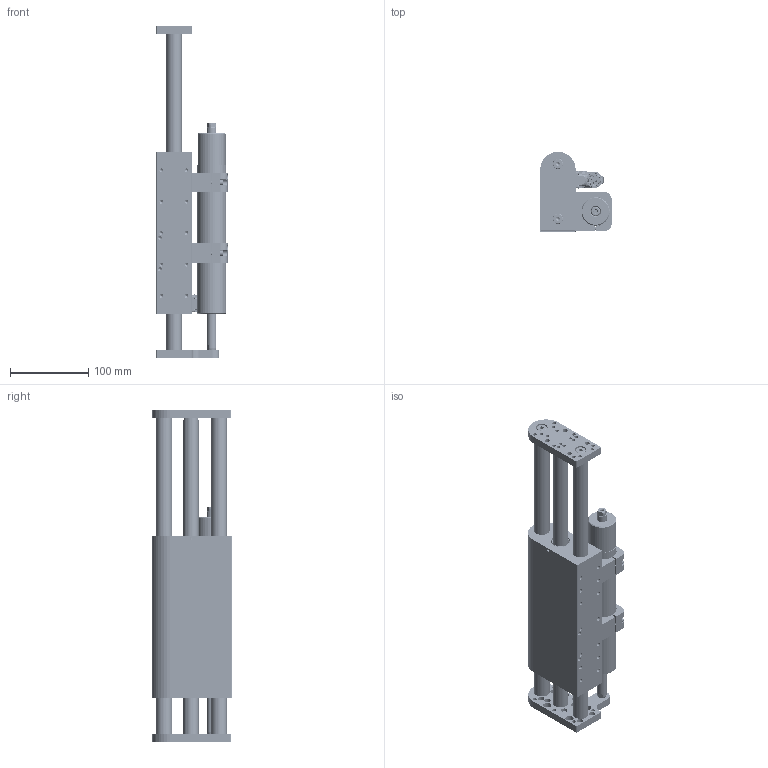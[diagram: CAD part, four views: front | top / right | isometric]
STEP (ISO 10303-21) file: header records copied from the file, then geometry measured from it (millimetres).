
FILE_DESCRIPTION (( 'STEP AP214' ), '1' );
FILE_NAME ('0186-1032_2300506_DM01-37x120F-HP-R-195-MSxx.STEP', '2023-06-05T11:52:21', ( '' ), ( '' ), 'SwSTEP 2.0', 'SolidWorks 2022', '' );
FILE_SCHEMA (( 'AUTOMOTIVE_DESIGN' ));
Length unit declared in the file: millimetre
Products named in the file (26): 0180-1457_DM01k-37-MagSpring; 0180-2474_Z01-MF01-37; 0186-0061_ML01-12x290!240_ML01-12x290!240; 0180-1697_DM01k-37-H; DSB01k-37x206; 112739-7; 0186-1478_PL01-20x410!360-HP-SF_PL01-20x410!360-HP-SF; 0230-0043_Zyl.-Schr_I-6kt_M4x25_8.8_v-b; 0150-3112_PAW01-20_PAW01-20; 0230-0164_Gew.-Stift_I-6kt_Zpf_M4x6_schwarz; 0230-0222_zyl.-schr._i-6kt_M4x8_8.8_v-b; 0186-1032_2300506_DM01-37x120F-HP-R-195-MSxx; 0160-0650_Lins.-Schr_I-6rd_M2.5x6_INOX; 0230-0244_Gew.-Stift_I-6kt_R-sch_M4x6_v-b; MC01-Rw!m_fuss_Fuss; 0180-1580_DAG01-37h; 0230-0168_Zyl.-Schr_I-6kt_n-K_M8x16_8.8_v-b; 0230-0034_zyl.-schr._i-6kt_M5x18_8.8_v-b; 0230-0658_Linearkugellager_LBBR 20-LS; 0186-0068_MS01-37x230_MS01-R37x230; DL01h-20x14x...-2xM16_DL01h-20x14x407-2xM16; 0230-0158_Zyl.-Schr_I-6kt_n-K_M8x18_8.8_v-b; DM01h-37x120F-HP-R_195-MSxx; DL01h-37_195-MSxx_eingefahren; 0180-1455_DAG01k-37v; 0150-3128_MC01-Rw!m_-90°
Assembly tree (50 placements, depth 4):
  0186-1032_2300506_DM01-37x120F-HP-R-195-MSxx
    DM01h-37x120F-HP-R_195-MSxx
      DSB01k-37x206
      0230-0658_Linearkugellager_LBBR 20-LS  x4
      0180-1580_DAG01-37h
      0180-1455_DAG01k-37v
      0150-3112_PAW01-20_PAW01-20  x2
      0150-3128_MC01-Rw!m_-90°
        112739-7
        MC01-Rw!m_fuss_Fuss
      0160-0650_Lins.-Schr_I-6rd_M2.5x6_INOX  x4
      0230-0164_Gew.-Stift_I-6kt_Zpf_M4x6_schwarz  x2
      0230-0244_Gew.-Stift_I-6kt_R-sch_M4x6_v-b  x5
      0230-0222_zyl.-schr._i-6kt_M4x8_8.8_v-b  x8
      0230-0043_Zyl.-Schr_I-6kt_M4x25_8.8_v-b  x2
      0186-0068_MS01-37x230_MS01-R37x230
      0180-2474_Z01-MF01-37  x2
    DL01h-37_195-MSxx_eingefahren
      DL01h-20x14x...-2xM16_DL01h-20x14x407-2xM16  x2
      0186-1478_PL01-20x410!360-HP-SF_PL01-20x410!360-HP-SF
      0180-1697_DM01k-37-H
      0180-1457_DM01k-37-MagSpring
      0230-0158_Zyl.-Schr_I-6kt_n-K_M8x18_8.8_v-b
      0230-0168_Zyl.-Schr_I-6kt_n-K_M8x16_8.8_v-b  x4
      0186-0061_ML01-12x290!240_ML01-12x290!240
      0230-0034_zyl.-schr._i-6kt_M5x18_8.8_v-b
Bounding box: 91 x 102 x 423 mm (x, y, z)
Volume: 1413477.4 mm3; surface area: 354734.8 mm2
Topology: 52 solids, 52 shells, 3106 faces, 7302 edges, 4408 vertices
Faces by surface type: plane 1002, cylinder 967, cone 723, bspline 335, torus 78, sphere 1
Full cylindrical faces by diameter (mm): 0.6 x5, 1 x4, 1.1 x5, 2.05 x4, 2.1 x4, 2.5 x48, 2.7 x4, 3.2 x3, 3.3 x24, 4 x191, 4.2 x2, 4.3 x16, 4.5 x10, 4.8 x1, 5 x64, 6.4 x8, 6.8 x7, 7 x10, 8 x87, 8.4 x5, 8.5 x1, 10 x1, 10.5 x8, 12 x2, 13 x5, 14.2 x1, 15 x5, 15.2 x1, 15.54 x1, 16 x1
Entity records: 80446 total; most frequent: CARTESIAN_POINT 34373, ORIENTED_EDGE 8080, DIRECTION 8001, EDGE_CURVE 4040, AXIS2_PLACEMENT_3D 3287, EDGE_LOOP 2902, VERTEX_POINT 2852, FACE_OUTER_BOUND 2348
